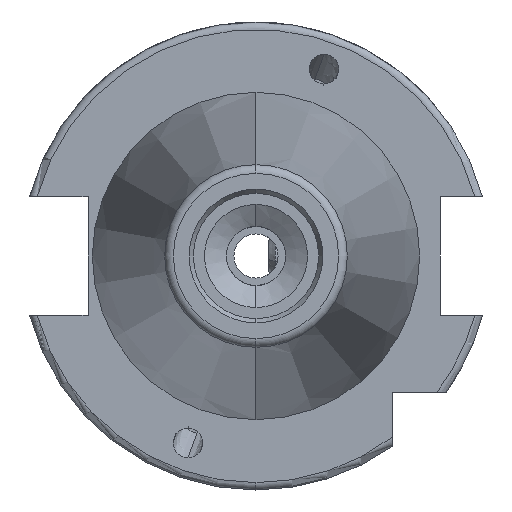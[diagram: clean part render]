
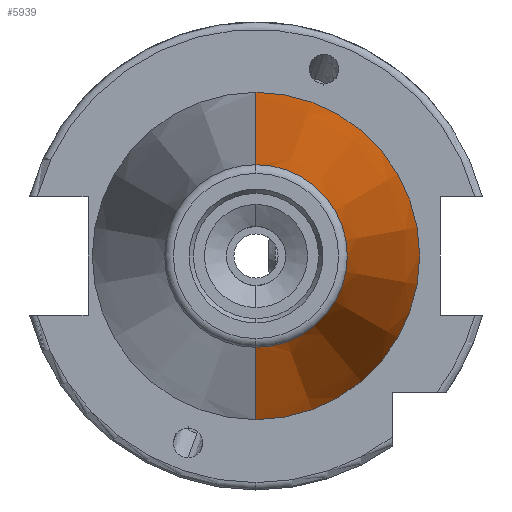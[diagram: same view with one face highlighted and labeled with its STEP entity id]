
A CAD part, left-side view. The second image highlights one B-rep face of the part: STEP entity #5939.
In plain terms, the highlighted conical face has half-angle 8.297 degrees and reference radius 22.225 mm.
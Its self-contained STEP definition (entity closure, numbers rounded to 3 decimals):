
#1343 = CARTESIAN_POINT ( 'NONE',  ( 9.9, 0., 22.225 ) ) ;
#1354 = CARTESIAN_POINT ( 'NONE',  ( 9.9, 0., -22.225 ) ) ;
#1355 = DIRECTION ( 'NONE',  ( 0., 0., -1. ) ) ;
#1356 = DIRECTION ( 'NONE',  ( -1., 0., 0. ) ) ;
#1357 = CARTESIAN_POINT ( 'NONE',  ( 9.9, 0., 0. ) ) ;
#1358 = AXIS2_PLACEMENT_3D ( 'NONE', #1357, #1356, #1355 ) ;
#1362 = CIRCLE ( 'NONE', #1358, 22.225 ) ;
#1433 = AXIS2_PLACEMENT_3D ( 'NONE', #1498, #1497, #1496 ) ;
#1434 = CIRCLE ( 'NONE', #1433, 12.4 ) ;
#1440 = CARTESIAN_POINT ( 'NONE',  ( -57.473, 0., 12.4 ) ) ;
#1442 = DIRECTION ( 'NONE',  ( 0.99, 0., 0.144 ) ) ;
#1443 = VECTOR ( 'NONE', #1442, 1000. ) ;
#1444 = CARTESIAN_POINT ( 'NONE',  ( 9.9, 0., 22.225 ) ) ;
#1445 = LINE ( 'NONE', #1444, #1443 ) ;
#1446 = DIRECTION ( 'NONE',  ( 0.99, 0., -0.144 ) ) ;
#1447 = VECTOR ( 'NONE', #1446, 1000. ) ;
#1448 = CARTESIAN_POINT ( 'NONE',  ( 9.9, 0., -22.225 ) ) ;
#1449 = LINE ( 'NONE', #1448, #1447 ) ;
#1495 = CARTESIAN_POINT ( 'NONE',  ( -57.473, 0., -12.4 ) ) ;
#1496 = DIRECTION ( 'NONE',  ( 0., 0., -1. ) ) ;
#1497 = DIRECTION ( 'NONE',  ( -1., 0., 0. ) ) ;
#1498 = CARTESIAN_POINT ( 'NONE',  ( -57.473, 0., 0. ) ) ;
#1518 = DIRECTION ( 'NONE',  ( 0., 0., 1. ) ) ;
#1519 = DIRECTION ( 'NONE',  ( 1., 0., 0. ) ) ;
#1520 = AXIS2_PLACEMENT_3D ( 'NONE', #1521, #1519, #1518 ) ;
#1521 = CARTESIAN_POINT ( 'NONE',  ( 9.9, 0., 0. ) ) ;
#1522 = CONICAL_SURFACE ( 'NONE', #1520, 22.225, 0.145 ) ;
#1526 = FACE_OUTER_BOUND ( 'NONE', #5856, .T. ) ;
#5856 = EDGE_LOOP ( 'NONE', ( #5940, #5920, #5919, #5916 ) ) ;
#5875 = EDGE_CURVE ( 'NONE', #5876, #5882, #1362, .T. ) ;
#5876 = VERTEX_POINT ( 'NONE', #1354 ) ;
#5882 = VERTEX_POINT ( 'NONE', #1343 ) ;
#5916 = ORIENTED_EDGE ( 'NONE', *, *, #5918, .F. ) ;
#5917 = EDGE_CURVE ( 'NONE', #5925, #5876, #1449, .T. ) ;
#5918 = EDGE_CURVE ( 'NONE', #5922, #5882, #1445, .T. ) ;
#5919 = ORIENTED_EDGE ( 'NONE', *, *, #5875, .T. ) ;
#5920 = ORIENTED_EDGE ( 'NONE', *, *, #5917, .T. ) ;
#5922 = VERTEX_POINT ( 'NONE', #1440 ) ;
#5924 = EDGE_CURVE ( 'NONE', #5925, #5922, #1434, .T. ) ;
#5925 = VERTEX_POINT ( 'NONE', #1495 ) ;
#5939 = ADVANCED_FACE ( 'NONE', ( #1526 ), #1522, .T. ) ;
#5940 = ORIENTED_EDGE ( 'NONE', *, *, #5924, .F. ) ;
